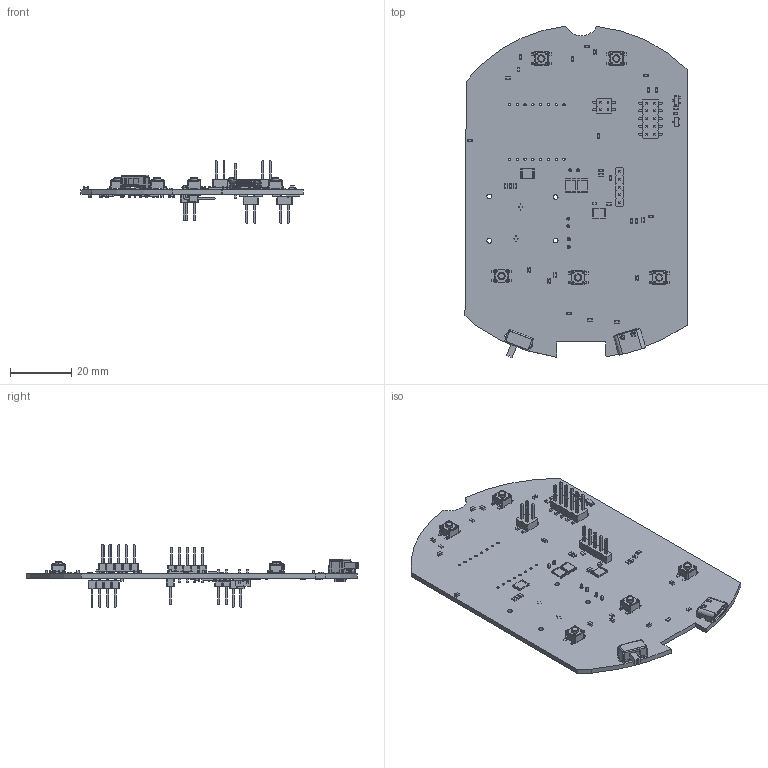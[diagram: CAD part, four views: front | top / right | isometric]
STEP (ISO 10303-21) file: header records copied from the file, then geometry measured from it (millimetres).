
FILE_DESCRIPTION(('KiCad electronic assembly'),'2;1');
FILE_NAME('Smaller_prototype.step','2024-05-28T12:39:51',('Pcbnew'),( 'Kicad'),'Open CASCADE STEP processor 7.7','KiCad to STEP converter' ,'Unknown');
FILE_SCHEMA(('AUTOMOTIVE_DESIGN { 1 0 10303 214 1 1 1 1 }'));
Length unit declared in the file: millimetre
Products named in the file (28): Smaller_prototype 1; C_0603_1608Metric; R_0603_1608Metric; PinHeader_1x05_P2.54mm_Vertical; PinHeader_1x05_P254mm_Vertical; PTS647SK38SMTR2LFS; CU97M05647FP; R_1812_4532Metric; SW_Slide_SPDT_Angled_CK_OS102011MA1Q; GSB1C411111DS1HR; GSB1C41X111DS1HR; PinHeader_2x02_P2.54mm_Vertical_SMD; PinHeader_2x02_P254mm_Vertical_SMD; PinHeader_2x05_P2.54mm_Vertical_SMD; PinHeader_2x05_P254mm_Vertical_SMD; SOT-23; SOT_23; PinHeader_1x02_P2.54mm_Horizontal; PinHeader_1x02_P254mm_Horizontal; PinHeader_1x02_P2.54mm_Vertical; PinHeader_1x02_P254mm_Vertical; PinHeader_2x04_P2.54mm_Vertical_SMD; PinHeader_2x04_P254mm_Vertical_SMD; Smaller_prototype_PCB
Assembly tree (101 placements, depth 3):
  Smaller_prototype 1
    C_0603_1608Metric  x23
      C_0603_1608Metric
    R_0603_1608Metric  x39
      R_0603_1608Metric
    PinHeader_1x05_P2.54mm_Vertical
      PinHeader_1x05_P254mm_Vertical
    PTS647SK38SMTR2LFS  x5
      CU97M05647FP
    R_1812_4532Metric  x8
      R_1812_4532Metric
    SW_Slide_SPDT_Angled_CK_OS102011MA1Q
      SW_Slide_SPDT_Angled_CK_OS102011MA1Q
    GSB1C411111DS1HR
      GSB1C41X111DS1HR
    PinHeader_2x02_P2.54mm_Vertical_SMD  x2
      PinHeader_2x02_P254mm_Vertical_SMD
    PinHeader_2x05_P2.54mm_Vertical_SMD
      PinHeader_2x05_P254mm_Vertical_SMD
    SOT-23  x2
      SOT_23
    PinHeader_1x02_P2.54mm_Horizontal
      PinHeader_1x02_P254mm_Horizontal
    PinHeader_1x02_P2.54mm_Vertical  x2
      PinHeader_1x02_P254mm_Vertical
    PinHeader_2x04_P2.54mm_Vertical_SMD
      PinHeader_2x04_P254mm_Vertical_SMD
    Smaller_prototype_PCB
Bounding box: 72.5 x 108.39 x 20.3 mm (x, y, z)
Volume: 12678.2 mm3; surface area: 18855.4 mm2
Topology: 93 solids, 93 shells, 4521 faces, 11718 edges, 7538 vertices
Faces by surface type: plane 3265, cylinder 1133, bspline 100, cone 13, torus 10
Full cylindrical faces by diameter (mm): 0.2 x8, 0.762 x16, 0.9 x3, 1 x11, 1.5 x2, 1.54 x4
Entity records: 70599 total; most frequent: CARTESIAN_POINT 11982, ORIENTED_EDGE 10474, DIRECTION 9968, EDGE_CURVE 5237, LINE 4378, VECTOR 4378, VERTEX_POINT 3316, AXIS2_PLACEMENT_3D 2795
